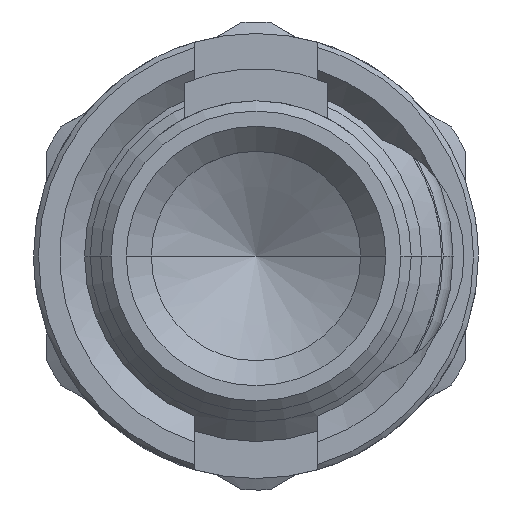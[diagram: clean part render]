
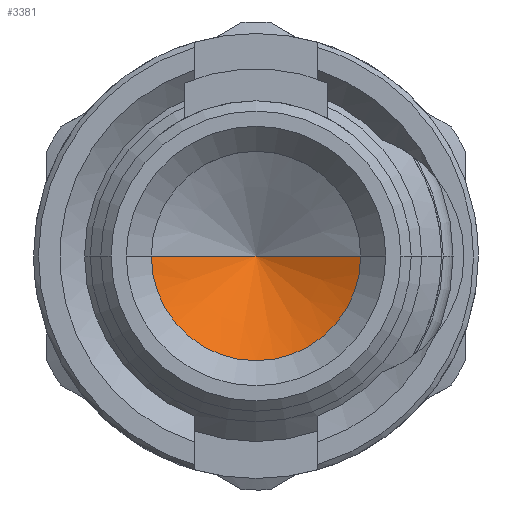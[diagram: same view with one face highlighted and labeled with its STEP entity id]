
A CAD part, left-side view. The second image highlights one B-rep face of the part: STEP entity #3381.
In plain terms, the highlighted conical face has half-angle 60 degrees and reference radius 1.062 mm.
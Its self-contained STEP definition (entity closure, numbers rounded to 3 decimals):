
#1428=CARTESIAN_POINT('',(-0.709,0.,0.));
#1429=DIRECTION('',(-1.,0.,0.));
#1430=DIRECTION('',(0.,1.,0.));
#1431=AXIS2_PLACEMENT_3D('',#1428,#1429,#1430);
#1433=DIRECTION('',(-0.5,0.866,0.));
#1434=VECTOR('',#1433,2.454);
#1435=CARTESIAN_POINT('',(0.518,0.,0.));
#1436=LINE('',#1435,#1434);
#1437=DIRECTION('',(-0.5,-0.866,0.));
#1438=VECTOR('',#1437,2.454);
#1439=CARTESIAN_POINT('',(0.518,0.,0.));
#1440=LINE('',#1439,#1438);
#2310=CARTESIAN_POINT('',(0.518,0.,0.));
#2311=CARTESIAN_POINT('',(-0.709,2.125,0.));
#2312=VERTEX_POINT('',#2310);
#2313=VERTEX_POINT('',#2311);
#2314=CARTESIAN_POINT('',(-0.709,-2.125,0.));
#2315=VERTEX_POINT('',#2314);
#3369=CARTESIAN_POINT('',(-0.095,0.,0.));
#3370=DIRECTION('',(-1.,0.,0.));
#3371=DIRECTION('',(0.,1.,0.));
#3372=AXIS2_PLACEMENT_3D('',#3369,#3370,#3371);
#3373=CONICAL_SURFACE('',#3372,1.063,60.);
#3375=ORIENTED_EDGE('',*,*,#3374,.F.);
#3377=ORIENTED_EDGE('',*,*,#3376,.T.);
#3378=ORIENTED_EDGE('',*,*,#3363,.F.);
#3379=EDGE_LOOP('',(#3375,#3377,#3378));
#3380=FACE_OUTER_BOUND('',#3379,.F.);
#3381=ADVANCED_FACE('',(#3380),#3373,.F.);
#1432=CIRCLE('',#1431,2.125);
#3363=EDGE_CURVE('',#2313,#2315,#1432,.T.);
#3374=EDGE_CURVE('',#2312,#2313,#1436,.T.);
#3376=EDGE_CURVE('',#2312,#2315,#1440,.T.);
